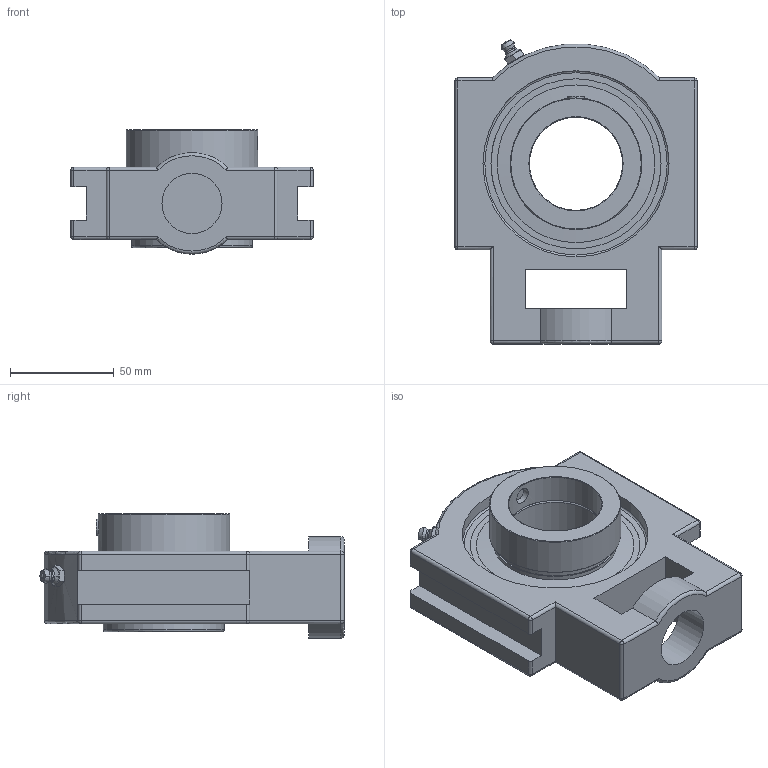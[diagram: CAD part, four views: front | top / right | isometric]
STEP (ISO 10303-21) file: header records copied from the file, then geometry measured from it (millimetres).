
FILE_DESCRIPTION(('HOOPS Exchange Step'),'2;1');
FILE_NAME('export-DC116EC2-722F-4BAD-802E-B19A170CF593.stp','2019-12-18T08:15:18-08:00',('ibuslach'),('Alibre'),'HOOPS Exchange 2019.2','Alibre','Unknown authorisation');
FILE_SCHEMA( ('AP242_MANAGED_MODEL_BASED_3D_ENGINEERING_MIM_LF {1 0 10303 442 1 1 4 }') );
Length unit declared in the file: centimetre
Products named in the file (8): MRN ST 209; UCP ZERK 6mm; SHC 209-27 SHIELD; SHC 207 SS; SHC 209 COLLAR; SHC 209 RACE; MRN SHC 209; MRN SHCT 209
Assembly tree (7 placements, depth 3):
  MRN SHCT 209
    MRN ST 209
    UCP ZERK 6mm
    MRN SHC 209
      SHC 209-27 SHIELD
      SHC 207 SS
      SHC 209 COLLAR
      SHC 209 RACE
Bounding box: 117 x 146.86 x 60.06 mm (x, y, z)
Volume: 340788.1 mm3; surface area: 103492.8 mm2
Topology: 20 solids, 20 shells, 215 faces, 555 edges, 341 vertices
Faces by surface type: cylinder 75, plane 63, sphere 33, torus 20, cone 20, bspline 4
Full cylindrical faces by diameter (mm): 2.26 x2, 6 x2, 7.925 x1, 7.938 x2, 29 x1, 45 x2, 53.746 x2, 58.42 x4, 59.436 x2, 63.5 x1, 75.184 x2, 76.2 x4, 89.839 x2
Entity records: 9598 total; most frequent: CARTESIAN_POINT 4253, DIRECTION 1147, ORIENTED_EDGE 1024, EDGE_CURVE 512, AXIS2_PLACEMENT_3D 470, VERTEX_POINT 341, EDGE_LOOP 243, FACE_BOUND 243
